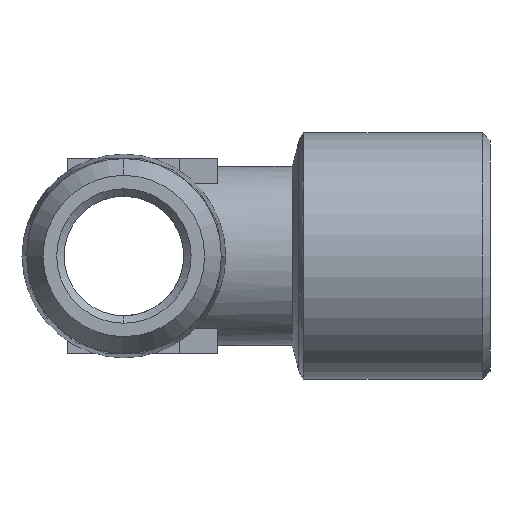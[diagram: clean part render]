
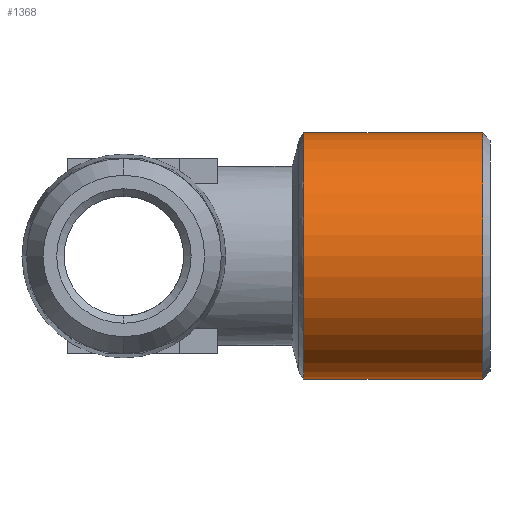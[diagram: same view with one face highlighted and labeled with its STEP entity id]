
A CAD part, left-side view. The second image highlights one B-rep face of the part: STEP entity #1368.
In plain terms, the highlighted cylindrical face has radius 8.25 mm (diameter 16.5 mm), a partial arc.
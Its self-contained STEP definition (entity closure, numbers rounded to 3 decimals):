
#96 = LINE ( 'NONE', #590, #587 ) ;
#117 = DIRECTION ( 'NONE',  ( 0., 1., 0. ) ) ;
#121 = AXIS2_PLACEMENT_3D ( 'NONE', #1517, #117, #1660 ) ;
#174 = CARTESIAN_POINT ( 'NONE',  ( 0., 13.467, -8.25 ) ) ;
#197 = DIRECTION ( 'NONE',  ( 0., 1., 0. ) ) ;
#336 = DIRECTION ( 'NONE',  ( 0., 0., -1. ) ) ;
#365 = AXIS2_PLACEMENT_3D ( 'NONE', #638, #666, #336 ) ;
#439 = EDGE_CURVE ( 'NONE', #1383, #761, #928, .T. ) ;
#587 = VECTOR ( 'NONE', #1619, 1000. ) ;
#590 = CARTESIAN_POINT ( 'NONE',  ( 0., 1., -8.25 ) ) ;
#633 = CARTESIAN_POINT ( 'NONE',  ( 0., 1.5, -8.25 ) ) ;
#638 = CARTESIAN_POINT ( 'NONE',  ( 0., 1.5, 0. ) ) ;
#663 = CIRCLE ( 'NONE', #365, 8.25 ) ;
#666 = DIRECTION ( 'NONE',  ( 0., 1., 0. ) ) ;
#724 = AXIS2_PLACEMENT_3D ( 'NONE', #982, #1923, #1288 ) ;
#754 = EDGE_CURVE ( 'NONE', #1826, #1991, #96, .T. ) ;
#761 = VERTEX_POINT ( 'NONE', #1469 ) ;
#764 = ORIENTED_EDGE ( 'NONE', *, *, #1010, .T. ) ;
#872 = CARTESIAN_POINT ( 'NONE',  ( 0., 1.5, 8.25 ) ) ;
#874 = VECTOR ( 'NONE', #197, 1000. ) ;
#928 = LINE ( 'NONE', #1241, #874 ) ;
#982 = CARTESIAN_POINT ( 'NONE',  ( 0., 13.467, 0. ) ) ;
#1010 = EDGE_CURVE ( 'NONE', #1826, #1383, #663, .T. ) ;
#1042 = EDGE_CURVE ( 'NONE', #761, #1991, #1930, .T. ) ;
#1168 = EDGE_LOOP ( 'NONE', ( #1867, #764, #1508, #1263 ) ) ;
#1241 = CARTESIAN_POINT ( 'NONE',  ( 0., 1., 8.25 ) ) ;
#1263 = ORIENTED_EDGE ( 'NONE', *, *, #1042, .T. ) ;
#1288 = DIRECTION ( 'NONE',  ( 0., 0., 1. ) ) ;
#1368 = ADVANCED_FACE ( 'NONE', ( #1750 ), #1683, .T. ) ;
#1383 = VERTEX_POINT ( 'NONE', #872 ) ;
#1469 = CARTESIAN_POINT ( 'NONE',  ( 0., 13.467, 8.25 ) ) ;
#1508 = ORIENTED_EDGE ( 'NONE', *, *, #439, .T. ) ;
#1517 = CARTESIAN_POINT ( 'NONE',  ( 0., 1., 0. ) ) ;
#1619 = DIRECTION ( 'NONE',  ( 0., 1., 0. ) ) ;
#1660 = DIRECTION ( 'NONE',  ( 0., 0., 1. ) ) ;
#1683 = CYLINDRICAL_SURFACE ( 'NONE', #121, 8.25 ) ;
#1750 = FACE_OUTER_BOUND ( 'NONE', #1168, .T. ) ;
#1826 = VERTEX_POINT ( 'NONE', #633 ) ;
#1867 = ORIENTED_EDGE ( 'NONE', *, *, #754, .F. ) ;
#1923 = DIRECTION ( 'NONE',  ( 0., -1., 0. ) ) ;
#1930 = CIRCLE ( 'NONE', #724, 8.25 ) ;
#1991 = VERTEX_POINT ( 'NONE', #174 ) ;
